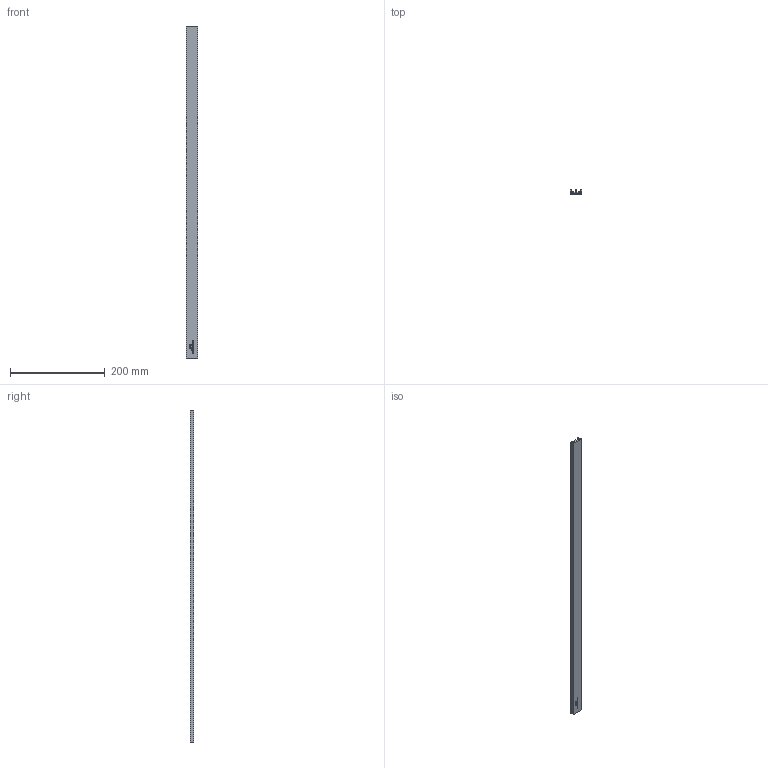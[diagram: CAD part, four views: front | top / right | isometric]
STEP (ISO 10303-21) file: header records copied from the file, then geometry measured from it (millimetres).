
FILE_DESCRIPTION (( 'STEP AP214' ), '1' );
FILE_NAME ('03004 Sliding Door Bottom Track Plastic Black 700mm.STEP', '2025-01-13T01:22:55', ( '' ), ( '' ), 'SwSTEP 2.0', 'SolidWorks 2024', '' );
FILE_SCHEMA (( 'AUTOMOTIVE_DESIGN' ));
Length unit declared in the file: millimetre
Products named in the file (1): 03004 Sliding Door Bottom Track Plastic Black 700mm
Bounding box: 24.15 x 7.32 x 700 mm (x, y, z)
Volume: 65995.4 mm3; surface area: 67425.2 mm2
Topology: 1 solids, 1 shells, 285 faces, 768 edges, 512 vertices
Faces by surface type: plane 176, bspline 107, cylinder 2
Entity records: 14959 total; most frequent: CARTESIAN_POINT 8505, ORIENTED_EDGE 1536, DIRECTION 916, EDGE_CURVE 768, LINE 550, VECTOR 550, VERTEX_POINT 512, EDGE_LOOP 312
